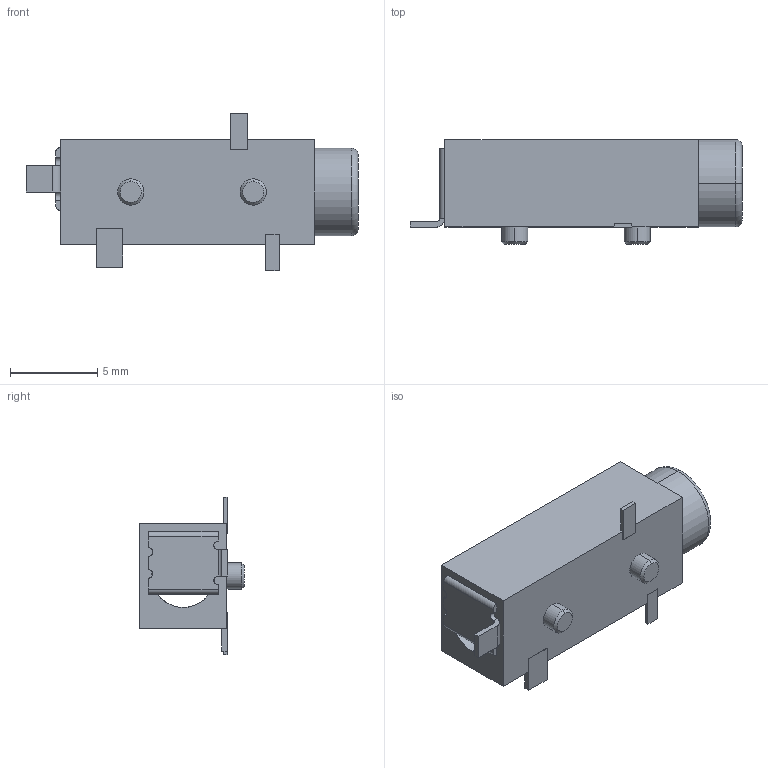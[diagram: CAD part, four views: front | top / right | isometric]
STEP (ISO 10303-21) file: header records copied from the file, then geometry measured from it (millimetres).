
FILE_DESCRIPTION (( 'STEP AP214' ), '1' );
FILE_NAME ('STX-3500-4NTR_rA5.STEP', '2018-02-27T00:56:30', ( '' ), ( '' ), 'SwSTEP 2.0', 'SolidWorks 2014', '' );
FILE_SCHEMA (( 'AUTOMOTIVE_DESIGN' ));
Length unit declared in the file: millimetre
Products named in the file (1): STX-3500-4NTR_rA5
Bounding box: 19 x 6 x 9 mm (x, y, z)
Volume: 319.1 mm3; surface area: 633.8 mm2
Topology: 1 solids, 1 shells, 65 faces, 180 edges, 114 vertices
Faces by surface type: plane 41, cylinder 16, cone 6, torus 2
Entity records: 2823 total; most frequent: DIRECTION 364, ORIENTED_EDGE 360, CARTESIAN_POINT 360, EDGE_CURVE 180, VECTOR 128, LINE 128, AXIS2_PLACEMENT_3D 118, VERTEX_POINT 114
